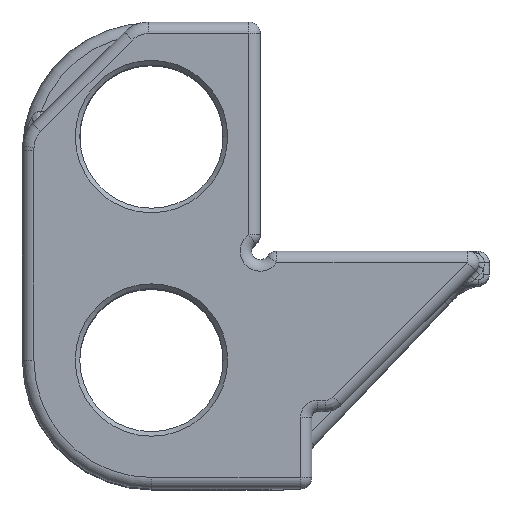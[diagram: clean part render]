
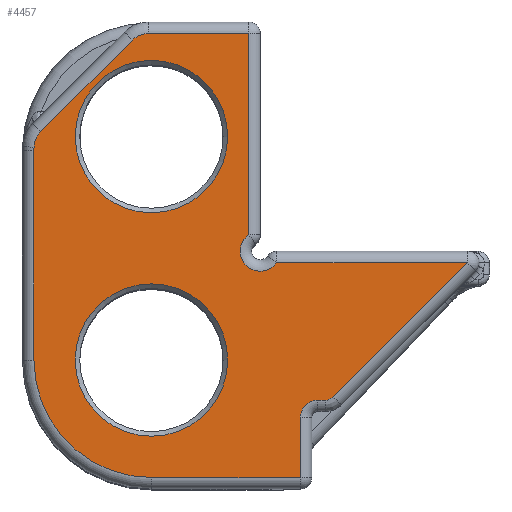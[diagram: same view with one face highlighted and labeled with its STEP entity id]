
A CAD part, top view. The second image highlights one B-rep face of the part: STEP entity #4457.
In plain terms, the highlighted planar face has unit normal (0, 0, 1).
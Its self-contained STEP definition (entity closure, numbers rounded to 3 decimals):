
#50=FACE_BOUND('',#1149,.T.);
#51=FACE_BOUND('',#1150,.T.);
#134=PLANE('',#4814);
#236=LINE('',#7394,#488);
#237=LINE('',#7396,#489);
#238=LINE('',#7400,#490);
#239=LINE('',#7406,#491);
#240=LINE('',#7410,#492);
#241=LINE('',#7412,#493);
#242=LINE('',#7416,#494);
#243=LINE('',#7420,#495);
#244=LINE('',#7421,#496);
#488=VECTOR('',#5550,10.);
#489=VECTOR('',#5551,10.);
#490=VECTOR('',#5554,10.);
#491=VECTOR('',#5559,10.);
#492=VECTOR('',#5562,10.);
#493=VECTOR('',#5563,10.);
#494=VECTOR('',#5566,10.);
#495=VECTOR('',#5569,10.);
#496=VECTOR('',#5570,10.);
#842=FACE_OUTER_BOUND('',#1148,.T.);
#1148=EDGE_LOOP('',(#3167,#3168,#3169,#3170,#3171,#3172,#3173,#3174,#3175,
#3176,#3177,#3178,#3179,#3180,#3181,#3182));
#1149=EDGE_LOOP('',(#3183));
#1150=EDGE_LOOP('',(#3184));
#1559=CIRCLE('',#4809,6.65);
#1563=CIRCLE('',#4815,1.75);
#1564=CIRCLE('',#4816,2.);
#1565=CIRCLE('',#4817,2.);
#1566=CIRCLE('',#4818,10.25);
#1567=CIRCLE('',#4819,10.25);
#1568=CIRCLE('',#4820,1.5);
#1569=CIRCLE('',#4821,1.);
#1570=CIRCLE('',#4822,6.65);
#1939=VERTEX_POINT('',#7378);
#1943=VERTEX_POINT('',#7390);
#1944=VERTEX_POINT('',#7391);
#1945=VERTEX_POINT('',#7393);
#1946=VERTEX_POINT('',#7395);
#1947=VERTEX_POINT('',#7397);
#1948=VERTEX_POINT('',#7399);
#1949=VERTEX_POINT('',#7401);
#1950=VERTEX_POINT('',#7403);
#1951=VERTEX_POINT('',#7405);
#1952=VERTEX_POINT('',#7407);
#1953=VERTEX_POINT('',#7409);
#1954=VERTEX_POINT('',#7411);
#1955=VERTEX_POINT('',#7413);
#1956=VERTEX_POINT('',#7415);
#1957=VERTEX_POINT('',#7417);
#1958=VERTEX_POINT('',#7419);
#1959=VERTEX_POINT('',#7422);
#2376=EDGE_CURVE('',#1939,#1939,#1559,.T.);
#2382=EDGE_CURVE('',#1943,#1944,#1563,.T.);
#2383=EDGE_CURVE('',#1945,#1943,#236,.T.);
#2384=EDGE_CURVE('',#1946,#1945,#237,.T.);
#2385=EDGE_CURVE('',#1947,#1946,#1564,.T.);
#2386=EDGE_CURVE('',#1948,#1947,#238,.T.);
#2387=EDGE_CURVE('',#1949,#1948,#1565,.T.);
#2388=EDGE_CURVE('',#1950,#1949,#1566,.T.);
#2389=EDGE_CURVE('',#1951,#1950,#239,.T.);
#2390=EDGE_CURVE('',#1952,#1951,#1567,.T.);
#2391=EDGE_CURVE('',#1953,#1952,#240,.T.);
#2392=EDGE_CURVE('',#1954,#1953,#241,.T.);
#2393=EDGE_CURVE('',#1955,#1954,#1568,.T.);
#2394=EDGE_CURVE('',#1956,#1955,#242,.T.);
#2395=EDGE_CURVE('',#1957,#1956,#1569,.T.);
#2396=EDGE_CURVE('',#1958,#1957,#243,.T.);
#2397=EDGE_CURVE('',#1944,#1958,#244,.T.);
#2398=EDGE_CURVE('',#1959,#1959,#1570,.T.);
#3167=ORIENTED_EDGE('',*,*,#2382,.F.);
#3168=ORIENTED_EDGE('',*,*,#2383,.F.);
#3169=ORIENTED_EDGE('',*,*,#2384,.F.);
#3170=ORIENTED_EDGE('',*,*,#2385,.F.);
#3171=ORIENTED_EDGE('',*,*,#2386,.F.);
#3172=ORIENTED_EDGE('',*,*,#2387,.F.);
#3173=ORIENTED_EDGE('',*,*,#2388,.F.);
#3174=ORIENTED_EDGE('',*,*,#2389,.F.);
#3175=ORIENTED_EDGE('',*,*,#2390,.F.);
#3176=ORIENTED_EDGE('',*,*,#2391,.F.);
#3177=ORIENTED_EDGE('',*,*,#2392,.F.);
#3178=ORIENTED_EDGE('',*,*,#2393,.F.);
#3179=ORIENTED_EDGE('',*,*,#2394,.F.);
#3180=ORIENTED_EDGE('',*,*,#2395,.F.);
#3181=ORIENTED_EDGE('',*,*,#2396,.F.);
#3182=ORIENTED_EDGE('',*,*,#2397,.F.);
#3183=ORIENTED_EDGE('',*,*,#2398,.F.);
#3184=ORIENTED_EDGE('',*,*,#2376,.F.);
#4457=ADVANCED_FACE('',(#842,#50,#51),#134,.T.);
#4809=AXIS2_PLACEMENT_3D('',#7379,#5534,#5535);
#4814=AXIS2_PLACEMENT_3D('',#7389,#5546,#5547);
#4815=AXIS2_PLACEMENT_3D('',#7392,#5548,#5549);
#4816=AXIS2_PLACEMENT_3D('',#7398,#5552,#5553);
#4817=AXIS2_PLACEMENT_3D('',#7402,#5555,#5556);
#4818=AXIS2_PLACEMENT_3D('',#7404,#5557,#5558);
#4819=AXIS2_PLACEMENT_3D('',#7408,#5560,#5561);
#4820=AXIS2_PLACEMENT_3D('',#7414,#5564,#5565);
#4821=AXIS2_PLACEMENT_3D('',#7418,#5567,#5568);
#4822=AXIS2_PLACEMENT_3D('',#7423,#5571,#5572);
#5534=DIRECTION('center_axis',(0.,0.,1.));
#5535=DIRECTION('ref_axis',(1.,0.,0.));
#5546=DIRECTION('center_axis',(0.,0.,1.));
#5547=DIRECTION('ref_axis',(1.,0.,0.));
#5548=DIRECTION('center_axis',(0.,0.,1.));
#5549=DIRECTION('ref_axis',(-0.707,-0.707,0.));
#5550=DIRECTION('',(0.,-1.,0.));
#5551=DIRECTION('',(1.,0.,0.));
#5552=DIRECTION('center_axis',(0.,0.,-1.));
#5553=DIRECTION('ref_axis',(-0.383,0.924,0.));
#5554=DIRECTION('',(0.707,0.707,0.));
#5555=DIRECTION('center_axis',(0.,0.,-1.));
#5556=DIRECTION('ref_axis',(-0.918,0.397,0.));
#5557=DIRECTION('center_axis',(0.,0.,-1.));
#5558=DIRECTION('ref_axis',(-1.,0.016,0.));
#5559=DIRECTION('',(0.,1.,0.));
#5560=DIRECTION('center_axis',(0.,0.,-1.));
#5561=DIRECTION('ref_axis',(-0.707,-0.707,0.));
#5562=DIRECTION('',(-1.,0.,0.));
#5563=DIRECTION('',(0.,-1.,0.));
#5564=DIRECTION('center_axis',(0.,0.,1.));
#5565=DIRECTION('ref_axis',(-0.707,0.707,0.));
#5566=DIRECTION('',(-1.,0.,0.));
#5567=DIRECTION('center_axis',(0.,0.,-1.));
#5568=DIRECTION('ref_axis',(0.383,-0.924,0.));
#5569=DIRECTION('',(-0.707,-0.707,0.));
#5570=DIRECTION('',(1.,0.,0.));
#5571=DIRECTION('center_axis',(0.,0.,1.));
#5572=DIRECTION('ref_axis',(1.,0.,0.));
#7378=CARTESIAN_POINT('',(-76.15,-9.5,7.));
#7379=CARTESIAN_POINT('Origin',(-69.5,-9.5,7.));
#7389=CARTESIAN_POINT('Origin',(-63.3,-0.375,7.));
#7390=CARTESIAN_POINT('',(-61.,1.436,7.));
#7391=CARTESIAN_POINT('',(-58.564,-1.,7.));
#7392=CARTESIAN_POINT('Origin',(-60.,0.,7.));
#7393=CARTESIAN_POINT('',(-61.,19.,7.));
#7394=CARTESIAN_POINT('',(-61.,-0.188,7.));
#7395=CARTESIAN_POINT('',(-69.759,19.,7.));
#7396=CARTESIAN_POINT('',(-61.65,19.,7.));
#7397=CARTESIAN_POINT('',(-71.173,18.414,7.));
#7398=CARTESIAN_POINT('Origin',(-69.759,17.,7.));
#7399=CARTESIAN_POINT('',(-79.16,10.428,7.));
#7400=CARTESIAN_POINT('',(-73.463,16.125,7.));
#7401=CARTESIAN_POINT('',(-79.745,9.077,7.));
#7402=CARTESIAN_POINT('Origin',(-77.746,9.013,7.));
#7403=CARTESIAN_POINT('',(-79.75,8.75,7.));
#7404=CARTESIAN_POINT('Origin',(-69.5,8.75,7.));
#7405=CARTESIAN_POINT('',(-79.75,-9.5,7.));
#7406=CARTESIAN_POINT('',(-79.75,-0.188,7.));
#7407=CARTESIAN_POINT('',(-69.5,-19.75,7.));
#7408=CARTESIAN_POINT('Origin',(-69.5,-9.5,7.));
#7409=CARTESIAN_POINT('',(-56.5,-19.75,7.));
#7410=CARTESIAN_POINT('',(-60.15,-19.75,7.));
#7411=CARTESIAN_POINT('',(-56.5,-14.5,7.));
#7412=CARTESIAN_POINT('',(-56.5,-10.563,7.));
#7413=CARTESIAN_POINT('',(-55.,-13.,7.));
#7414=CARTESIAN_POINT('Origin',(-55.,-14.5,7.));
#7415=CARTESIAN_POINT('',(-54.327,-13.,7.));
#7416=CARTESIAN_POINT('',(-59.4,-13.,7.));
#7417=CARTESIAN_POINT('',(-53.62,-12.707,7.));
#7418=CARTESIAN_POINT('Origin',(-54.327,-12.,7.));
#7419=CARTESIAN_POINT('',(-41.912,-1.,7.));
#7420=CARTESIAN_POINT('',(-53.25,-12.337,7.));
#7421=CARTESIAN_POINT('',(-61.65,-1.,7.));
#7422=CARTESIAN_POINT('',(-76.15,10.,7.));
#7423=CARTESIAN_POINT('Origin',(-69.5,10.,7.));
